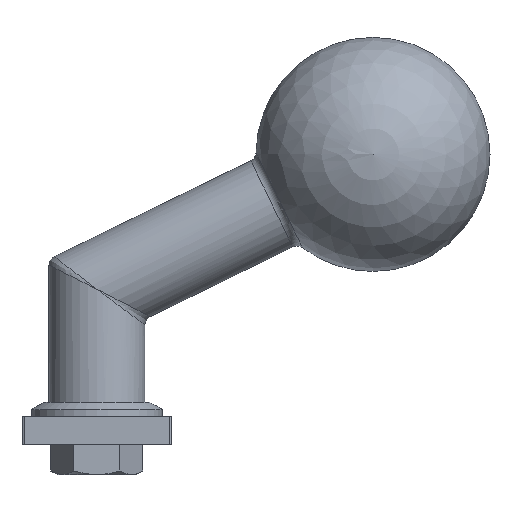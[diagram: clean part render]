
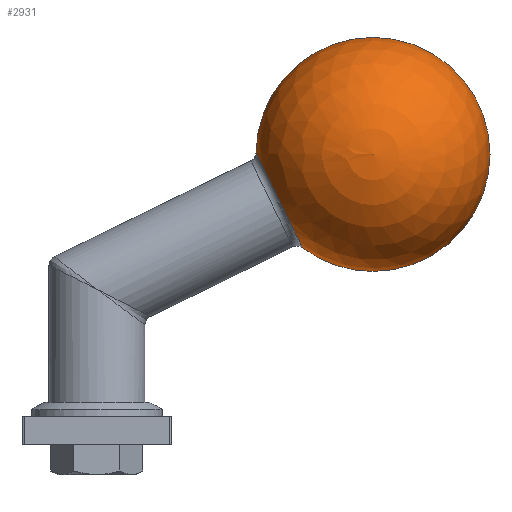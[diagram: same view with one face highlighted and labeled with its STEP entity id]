
A CAD part, front view. The second image highlights one B-rep face of the part: STEP entity #2931.
In plain terms, the highlighted spherical face has radius 25 mm.
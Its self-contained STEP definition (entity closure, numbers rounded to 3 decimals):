
#635 = CARTESIAN_POINT ( 'NONE',  ( 59., 0., 29.8 ) ) ;
#1126 = VERTEX_POINT ( 'NONE', #17259 ) ;
#1149 = VERTEX_POINT ( 'NONE', #635 ) ;
#1290 = DIRECTION ( 'NONE',  ( 1., 0., 0. ) ) ;
#2158 = FACE_OUTER_BOUND ( 'NONE', #11392, .T. ) ;
#2457 = EDGE_CURVE ( 'NONE', #1126, #8983, #9421, .T. ) ;
#2544 = ORIENTED_EDGE ( 'NONE', *, *, #2457, .F. ) ;
#2619 = CARTESIAN_POINT ( 'NONE',  ( 59., 0., 54.8 ) ) ;
#2931 = ADVANCED_FACE ( 'NONE', ( #2158 ), #6618, .T. ) ;
#2983 = CARTESIAN_POINT ( 'NONE',  ( 59., 0., 54.8 ) ) ;
#3047 = DIRECTION ( 'NONE',  ( 0., 1., 0. ) ) ;
#3564 = DIRECTION ( 'NONE',  ( 0.899, 0., 0.439 ) ) ;
#4119 = DIRECTION ( 'NONE',  ( 0., -1., 0. ) ) ;
#4631 = AXIS2_PLACEMENT_3D ( 'NONE', #2983, #6908, #12295 ) ;
#5175 = AXIS2_PLACEMENT_3D ( 'NONE', #17128, #3564, #13105 ) ;
#5531 = CARTESIAN_POINT ( 'NONE',  ( 59., 0., 79.8 ) ) ;
#6618 = SPHERICAL_SURFACE ( 'NONE', #4631, 25. ) ;
#6908 = DIRECTION ( 'NONE',  ( 0., -1., 0. ) ) ;
#7710 = CARTESIAN_POINT ( 'NONE',  ( 43.955, 0., 34.834 ) ) ;
#8637 = CIRCLE ( 'NONE', #14465, 25. ) ;
#8983 = VERTEX_POINT ( 'NONE', #5531 ) ;
#9157 = CIRCLE ( 'NONE', #5175, 11.343 ) ;
#9177 = CARTESIAN_POINT ( 'NONE',  ( 59., 0., 54.8 ) ) ;
#9392 = AXIS2_PLACEMENT_3D ( 'NONE', #9781, #3047, #14257 ) ;
#9421 = CIRCLE ( 'NONE', #9529, 25. ) ;
#9529 = AXIS2_PLACEMENT_3D ( 'NONE', #9177, #17386, #15905 ) ;
#9781 = CARTESIAN_POINT ( 'NONE',  ( 59., 0., 54.8 ) ) ;
#10327 = EDGE_CURVE ( 'NONE', #1126, #14783, #9157, .T. ) ;
#10893 = ORIENTED_EDGE ( 'NONE', *, *, #13880, .T. ) ;
#11392 = EDGE_LOOP ( 'NONE', ( #16634, #10893, #2544, #17389 ) ) ;
#11917 = EDGE_CURVE ( 'NONE', #1149, #14783, #15012, .T. ) ;
#12295 = DIRECTION ( 'NONE',  ( -1., 0., 0. ) ) ;
#13105 = DIRECTION ( 'NONE',  ( 0.439, 0., -0.899 ) ) ;
#13880 = EDGE_CURVE ( 'NONE', #1149, #8983, #8637, .T. ) ;
#14257 = DIRECTION ( 'NONE',  ( 0., 0., 1. ) ) ;
#14465 = AXIS2_PLACEMENT_3D ( 'NONE', #2619, #4119, #1290 ) ;
#14783 = VERTEX_POINT ( 'NONE', #7710 ) ;
#15012 = CIRCLE ( 'NONE', #9392, 25. ) ;
#15905 = DIRECTION ( 'NONE',  ( 0., 0., 1. ) ) ;
#16634 = ORIENTED_EDGE ( 'NONE', *, *, #11917, .F. ) ;
#17128 = CARTESIAN_POINT ( 'NONE',  ( 38.979, 0., 45.027 ) ) ;
#17259 = CARTESIAN_POINT ( 'NONE',  ( 34.004, 0., 55.22 ) ) ;
#17386 = DIRECTION ( 'NONE',  ( 0., 1., 0. ) ) ;
#17389 = ORIENTED_EDGE ( 'NONE', *, *, #10327, .T. ) ;
